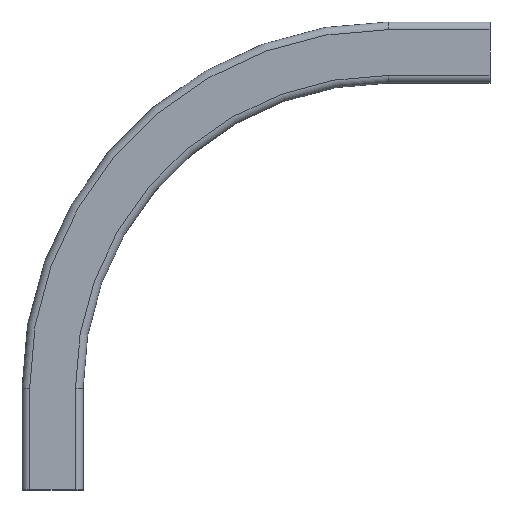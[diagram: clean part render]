
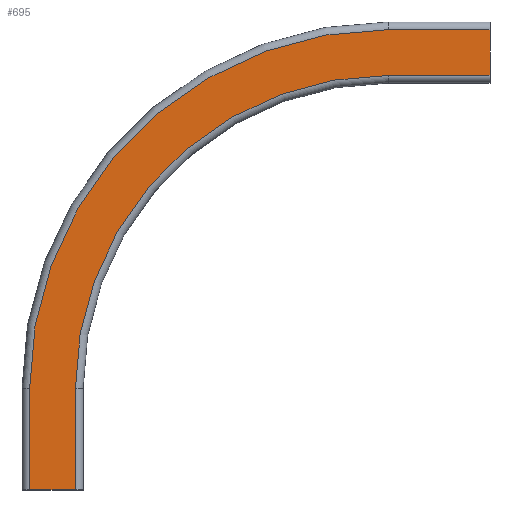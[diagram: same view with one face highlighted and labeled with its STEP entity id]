
A CAD part, left-side view. The second image highlights one B-rep face of the part: STEP entity #695.
In plain terms, the highlighted planar face has unit normal (-1, 0, 0).
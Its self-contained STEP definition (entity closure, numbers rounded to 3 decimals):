
#167 = EDGE_CURVE ( 'NONE', #2050, #6572, #7434, .T. ) ;
#695 = ADVANCED_FACE ( 'NONE', ( #2080 ), #3570, .F. ) ;
#765 = VERTEX_POINT ( 'NONE', #776 ) ;
#776 = CARTESIAN_POINT ( 'NONE',  ( -75., 441.077, -330. ) ) ;
#798 = ORIENTED_EDGE ( 'NONE', *, *, #7606, .F. ) ;
#1133 = CIRCLE ( 'NONE', #2128, 307.5 ) ;
#1313 = CARTESIAN_POINT ( 'NONE',  ( -75., -11.423, 22.5 ) ) ;
#1338 = AXIS2_PLACEMENT_3D ( 'NONE', #3614, #3584, #3606 ) ;
#1462 = CIRCLE ( 'NONE', #2296, 352.5 ) ;
#1709 = CARTESIAN_POINT ( 'NONE',  ( -75., 88.577, -330. ) ) ;
#1985 = EDGE_CURVE ( 'NONE', #765, #6240, #4811, .T. ) ;
#2050 = VERTEX_POINT ( 'NONE', #2559 ) ;
#2080 = FACE_OUTER_BOUND ( 'NONE', #7516, .T. ) ;
#2128 = AXIS2_PLACEMENT_3D ( 'NONE', #7422, #7875, #7843 ) ;
#2176 = LINE ( 'NONE', #5821, #2337 ) ;
#2225 = VERTEX_POINT ( 'NONE', #1313 ) ;
#2296 = AXIS2_PLACEMENT_3D ( 'NONE', #1709, #7568, #7014 ) ;
#2337 = VECTOR ( 'NONE', #7054, 1000. ) ;
#2559 = CARTESIAN_POINT ( 'NONE',  ( -75., 396.077, -330. ) ) ;
#2653 = VECTOR ( 'NONE', #6979, 1000. ) ;
#2726 = LINE ( 'NONE', #7188, #2653 ) ;
#2767 = CARTESIAN_POINT ( 'NONE',  ( -75., -11.423, 6.791 ) ) ;
#3522 = ORIENTED_EDGE ( 'NONE', *, *, #4088, .T. ) ;
#3570 = PLANE ( 'NONE',  #1338 ) ;
#3584 = DIRECTION ( 'NONE',  ( 1., 0., 0. ) ) ;
#3606 = DIRECTION ( 'NONE',  ( 0., 1., 0. ) ) ;
#3614 = CARTESIAN_POINT ( 'NONE',  ( -75., 88.577, 6.791 ) ) ;
#3791 = VERTEX_POINT ( 'NONE', #6894 ) ;
#3986 = CARTESIAN_POINT ( 'NONE',  ( -75., 88.577, -22.5 ) ) ;
#4088 = EDGE_CURVE ( 'NONE', #7488, #765, #1462, .T. ) ;
#4182 = VERTEX_POINT ( 'NONE', #5614 ) ;
#4279 = DIRECTION ( 'NONE',  ( 0., 0., 1. ) ) ;
#4293 = EDGE_CURVE ( 'NONE', #3791, #2050, #1133, .T. ) ;
#4403 = DIRECTION ( 'NONE',  ( 0., 0., -1. ) ) ;
#4507 = CARTESIAN_POINT ( 'NONE',  ( -75., 441.077, -330. ) ) ;
#4605 = CARTESIAN_POINT ( 'NONE',  ( -75., 441.077, -430. ) ) ;
#4744 = VECTOR ( 'NONE', #4403, 1000. ) ;
#4811 = LINE ( 'NONE', #4507, #4744 ) ;
#5394 = ORIENTED_EDGE ( 'NONE', *, *, #7096, .T. ) ;
#5401 = ORIENTED_EDGE ( 'NONE', *, *, #4293, .F. ) ;
#5468 = ORIENTED_EDGE ( 'NONE', *, *, #6468, .F. ) ;
#5476 = ORIENTED_EDGE ( 'NONE', *, *, #167, .F. ) ;
#5481 = DIRECTION ( 'NONE',  ( 0., 0., -1. ) ) ;
#5489 = ORIENTED_EDGE ( 'NONE', *, *, #1985, .T. ) ;
#5588 = ORIENTED_EDGE ( 'NONE', *, *, #6976, .T. ) ;
#5614 = CARTESIAN_POINT ( 'NONE',  ( -75., -11.423, -22.5 ) ) ;
#5821 = CARTESIAN_POINT ( 'NONE',  ( -75., 425.368, -430. ) ) ;
#5876 = CARTESIAN_POINT ( 'NONE',  ( -75., 396.077, -430. ) ) ;
#6240 = VERTEX_POINT ( 'NONE', #4605 ) ;
#6399 = CARTESIAN_POINT ( 'NONE',  ( -75., 396.077, -330. ) ) ;
#6468 = EDGE_CURVE ( 'NONE', #6572, #6240, #2176, .T. ) ;
#6572 = VERTEX_POINT ( 'NONE', #5876 ) ;
#6693 = VECTOR ( 'NONE', #7630, 1000. ) ;
#6785 = LINE ( 'NONE', #3986, #6693 ) ;
#6894 = CARTESIAN_POINT ( 'NONE',  ( -75., 88.577, -22.5 ) ) ;
#6976 = EDGE_CURVE ( 'NONE', #4182, #2225, #7046, .T. ) ;
#6979 = DIRECTION ( 'NONE',  ( 0., -1., 0. ) ) ;
#7014 = DIRECTION ( 'NONE',  ( 0., -1., 0. ) ) ;
#7037 = VECTOR ( 'NONE', #4279, 1000. ) ;
#7046 = LINE ( 'NONE', #2767, #7037 ) ;
#7054 = DIRECTION ( 'NONE',  ( 0., 1., 0. ) ) ;
#7096 = EDGE_CURVE ( 'NONE', #3791, #4182, #6785, .T. ) ;
#7188 = CARTESIAN_POINT ( 'NONE',  ( -75., 88.577, 22.5 ) ) ;
#7361 = VECTOR ( 'NONE', #5481, 1000. ) ;
#7422 = CARTESIAN_POINT ( 'NONE',  ( -75., 88.577, -330. ) ) ;
#7434 = LINE ( 'NONE', #6399, #7361 ) ;
#7488 = VERTEX_POINT ( 'NONE', #7752 ) ;
#7516 = EDGE_LOOP ( 'NONE', ( #798, #3522, #5489, #5468, #5476, #5401, #5394, #5588 ) ) ;
#7568 = DIRECTION ( 'NONE',  ( -1., 0., 0. ) ) ;
#7606 = EDGE_CURVE ( 'NONE', #7488, #2225, #2726, .T. ) ;
#7630 = DIRECTION ( 'NONE',  ( 0., -1., 0. ) ) ;
#7752 = CARTESIAN_POINT ( 'NONE',  ( -75., 88.577, 22.5 ) ) ;
#7843 = DIRECTION ( 'NONE',  ( 0., -1., 0. ) ) ;
#7875 = DIRECTION ( 'NONE',  ( -1., 0., 0. ) ) ;
